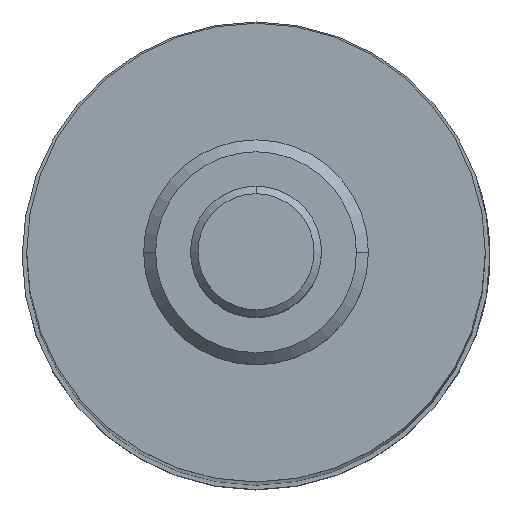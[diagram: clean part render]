
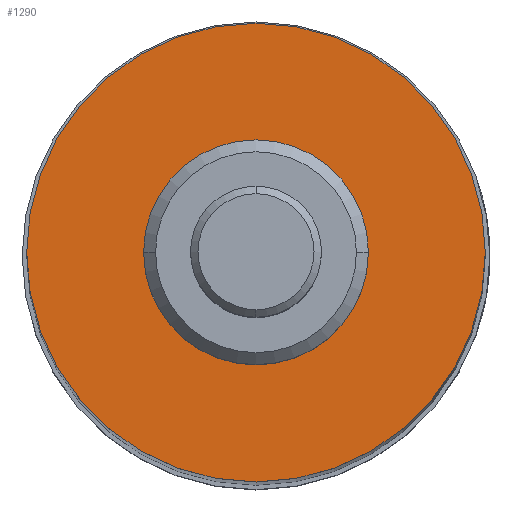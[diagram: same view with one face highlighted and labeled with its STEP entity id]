
A CAD part, top view. The second image highlights one B-rep face of the part: STEP entity #1290.
In plain terms, the highlighted face is planar.
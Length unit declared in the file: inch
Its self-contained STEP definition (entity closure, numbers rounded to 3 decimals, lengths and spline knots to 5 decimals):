
#10 = ORIENTED_EDGE ( 'NONE', *, *, #1097, .F. ) ;
#145 = CARTESIAN_POINT ( 'NONE',  ( 0.88, 0.765, 0. ) ) ;
#156 = CIRCLE ( 'NONE', #1018, 0.765 ) ;
#191 = CARTESIAN_POINT ( 'NONE',  ( 0.88, 0., 0. ) ) ;
#266 = ORIENTED_EDGE ( 'NONE', *, *, #593, .F. ) ;
#272 = DIRECTION ( 'NONE',  ( -1., 0., 0. ) ) ;
#306 = DIRECTION ( 'NONE',  ( 0., 0., -1. ) ) ;
#381 = VERTEX_POINT ( 'NONE', #1037 ) ;
#394 = DIRECTION ( 'NONE',  ( 0., 0., 1. ) ) ;
#558 = VERTEX_POINT ( 'NONE', #2441 ) ;
#579 = CARTESIAN_POINT ( 'NONE',  ( 0.88, 0., 0. ) ) ;
#593 = EDGE_CURVE ( 'NONE', #381, #1584, #1527, .T. ) ;
#677 = AXIS2_PLACEMENT_3D ( 'NONE', #579, #1889, #771 ) ;
#771 = DIRECTION ( 'NONE',  ( 0., -1., 0. ) ) ;
#796 = VERTEX_POINT ( 'NONE', #2376 ) ;
#836 = AXIS2_PLACEMENT_3D ( 'NONE', #2132, #997, #2321 ) ;
#997 = DIRECTION ( 'NONE',  ( -1., 0., 0. ) ) ;
#1018 = AXIS2_PLACEMENT_3D ( 'NONE', #191, #1512, #394 ) ;
#1034 = EDGE_CURVE ( 'NONE', #796, #558, #2247, .T. ) ;
#1037 = CARTESIAN_POINT ( 'NONE',  ( 0.88, 0.37375, 0. ) ) ;
#1055 = CIRCLE ( 'NONE', #1332, 0.37375 ) ;
#1097 = EDGE_CURVE ( 'NONE', #1584, #381, #1055, .T. ) ;
#1109 = ORIENTED_EDGE ( 'NONE', *, *, #1893, .T. ) ;
#1194 = FACE_OUTER_BOUND ( 'NONE', #1981, .T. ) ;
#1290 = ADVANCED_FACE ( 'NONE', ( #1825, #1194 ), #1654, .F. ) ;
#1293 = ORIENTED_EDGE ( 'NONE', *, *, #1034, .T. ) ;
#1332 = AXIS2_PLACEMENT_3D ( 'NONE', #1394, #272, #1590 ) ;
#1394 = CARTESIAN_POINT ( 'NONE',  ( 0.88, 0., 0. ) ) ;
#1470 = DIRECTION ( 'NONE',  ( 1., 0., 0. ) ) ;
#1512 = DIRECTION ( 'NONE',  ( -1., 0., 0. ) ) ;
#1527 = CIRCLE ( 'NONE', #677, 0.37375 ) ;
#1584 = VERTEX_POINT ( 'NONE', #2336 ) ;
#1590 = DIRECTION ( 'NONE',  ( 0., -1., 0. ) ) ;
#1654 = PLANE ( 'NONE',  #1918 ) ;
#1825 = FACE_BOUND ( 'NONE', #2294, .T. ) ;
#1889 = DIRECTION ( 'NONE',  ( -1., 0., 0. ) ) ;
#1893 = EDGE_CURVE ( 'NONE', #558, #796, #156, .T. ) ;
#1918 = AXIS2_PLACEMENT_3D ( 'NONE', #145, #1470, #306 ) ;
#1981 = EDGE_LOOP ( 'NONE', ( #1293, #1109 ) ) ;
#2132 = CARTESIAN_POINT ( 'NONE',  ( 0.88, 0., 0. ) ) ;
#2247 = CIRCLE ( 'NONE', #836, 0.765 ) ;
#2294 = EDGE_LOOP ( 'NONE', ( #10, #266 ) ) ;
#2321 = DIRECTION ( 'NONE',  ( 0., 0., 1. ) ) ;
#2336 = CARTESIAN_POINT ( 'NONE',  ( 0.88, -0.37375, 0. ) ) ;
#2376 = CARTESIAN_POINT ( 'NONE',  ( 0.88, 0., 0.765 ) ) ;
#2441 = CARTESIAN_POINT ( 'NONE',  ( 0.88, 0., -0.765 ) ) ;
